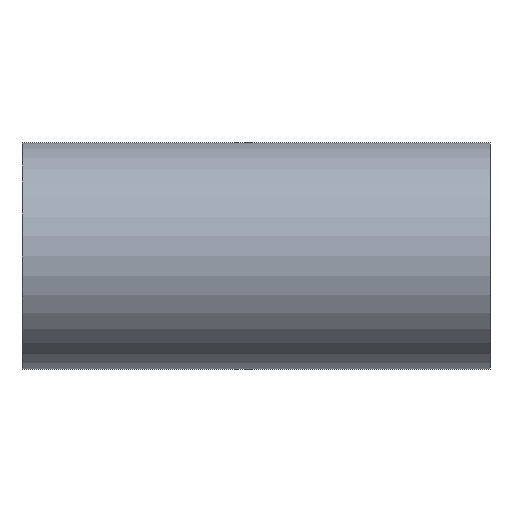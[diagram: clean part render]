
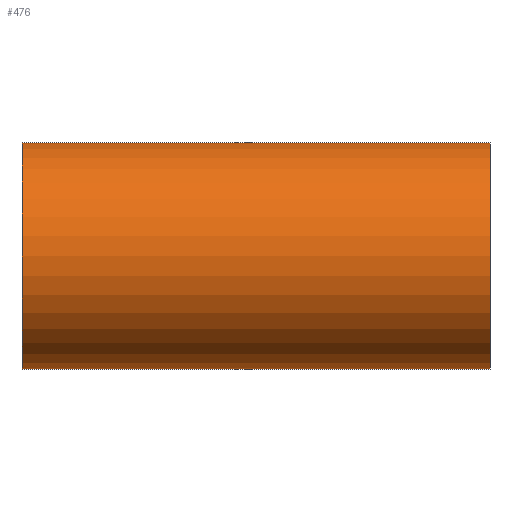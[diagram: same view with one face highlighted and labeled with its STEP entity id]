
A CAD part, front view. The second image highlights one B-rep face of the part: STEP entity #476.
In plain terms, the highlighted cylindrical face has radius 50.8 mm (diameter 101.6 mm), a partial arc.
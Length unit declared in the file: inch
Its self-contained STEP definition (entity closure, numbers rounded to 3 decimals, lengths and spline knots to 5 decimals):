
#38 = ORIENTED_EDGE ( 'NONE', *, *, #1030, .F. ) ;
#46 = VERTEX_POINT ( 'NONE', #817 ) ;
#60 = DIRECTION ( 'NONE',  ( 0., 0., -1. ) ) ;
#103 = DIRECTION ( 'NONE',  ( -1., 0., 0. ) ) ;
#122 = DIRECTION ( 'NONE',  ( -1., 0., 0. ) ) ;
#186 = LINE ( 'NONE', #2051, #1092 ) ;
#195 = AXIS2_PLACEMENT_3D ( 'NONE', #1610, #1432, #1620 ) ;
#235 = ORIENTED_EDGE ( 'NONE', *, *, #2058, .T. ) ;
#342 = VERTEX_POINT ( 'NONE', #1049 ) ;
#430 = CARTESIAN_POINT ( 'NONE',  ( 4.12598, 0., 0. ) ) ;
#476 = ADVANCED_FACE ( 'NONE', ( #508 ), #1194, .T. ) ;
#508 = FACE_OUTER_BOUND ( 'NONE', #860, .T. ) ;
#576 = AXIS2_PLACEMENT_3D ( 'NONE', #430, #122, #1959 ) ;
#750 = VECTOR ( 'NONE', #1374, 39.37008 ) ;
#817 = CARTESIAN_POINT ( 'NONE',  ( -4.12598, 0., -2. ) ) ;
#860 = EDGE_LOOP ( 'NONE', ( #2007, #38, #235, #1511 ) ) ;
#1030 = EDGE_CURVE ( 'NONE', #342, #2040, #1552, .T. ) ;
#1049 = CARTESIAN_POINT ( 'NONE',  ( 4.12598, 0., 2. ) ) ;
#1066 = CARTESIAN_POINT ( 'NONE',  ( -4.12598, 0., 2. ) ) ;
#1076 = EDGE_CURVE ( 'NONE', #2040, #46, #1204, .T. ) ;
#1092 = VECTOR ( 'NONE', #103, 39.37008 ) ;
#1194 = CYLINDRICAL_SURFACE ( 'NONE', #576, 2. ) ;
#1204 = LINE ( 'NONE', #1669, #750 ) ;
#1230 = CARTESIAN_POINT ( 'NONE',  ( 4.12598, 0., -2. ) ) ;
#1328 = VERTEX_POINT ( 'NONE', #1066 ) ;
#1374 = DIRECTION ( 'NONE',  ( -1., 0., 0. ) ) ;
#1426 = CIRCLE ( 'NONE', #195, 2. ) ;
#1432 = DIRECTION ( 'NONE',  ( 1., 0., 0. ) ) ;
#1439 = EDGE_CURVE ( 'NONE', #1328, #46, #1426, .T. ) ;
#1511 = ORIENTED_EDGE ( 'NONE', *, *, #1439, .T. ) ;
#1552 = CIRCLE ( 'NONE', #1634, 2. ) ;
#1610 = CARTESIAN_POINT ( 'NONE',  ( -4.12598, 0., 0. ) ) ;
#1620 = DIRECTION ( 'NONE',  ( 0., 0., -1. ) ) ;
#1634 = AXIS2_PLACEMENT_3D ( 'NONE', #1661, #1828, #60 ) ;
#1661 = CARTESIAN_POINT ( 'NONE',  ( 4.12598, 0., 0. ) ) ;
#1669 = CARTESIAN_POINT ( 'NONE',  ( 4.12598, 0., -2. ) ) ;
#1828 = DIRECTION ( 'NONE',  ( 1., 0., 0. ) ) ;
#1959 = DIRECTION ( 'NONE',  ( 0., 0., 1. ) ) ;
#2007 = ORIENTED_EDGE ( 'NONE', *, *, #1076, .F. ) ;
#2040 = VERTEX_POINT ( 'NONE', #1230 ) ;
#2051 = CARTESIAN_POINT ( 'NONE',  ( 4.12598, 0., 2. ) ) ;
#2058 = EDGE_CURVE ( 'NONE', #342, #1328, #186, .T. ) ;
